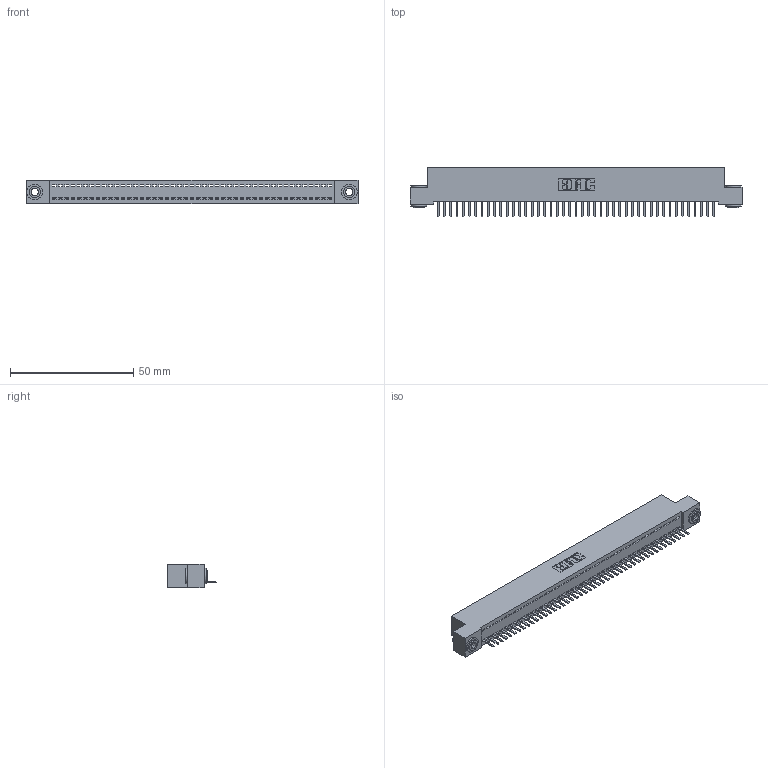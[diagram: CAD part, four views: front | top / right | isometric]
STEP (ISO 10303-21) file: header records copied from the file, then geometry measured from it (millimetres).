
FILE_DESCRIPTION (( 'STEP AP203' ), '1' );
FILE_NAME ('392-045-520-103.STEP', '2018-08-16T15:49:45', ( '' ), ( '' ), 'SwSTEP 2.0', 'SolidWorks 2016', '' );
FILE_SCHEMA (( 'CONFIG_CONTROL_DESIGN' ));
Length unit declared in the file: inch
Products named in the file (4): 342 Part_.156 TH; 345-292-001_345-293-120; 342-250-002_345-250-002-102; 392-045-520-103
Assembly tree (48 placements, depth 2):
  392-045-520-103
    342 Part_.156 TH
    345-292-001_345-293-120  x45
    342-250-002_345-250-002-102  x2
Bounding box: 134.62 x 20.02 x 9.4 mm (x, y, z)
Volume: 11707.9 mm3; surface area: 17060.7 mm2
Topology: 48 solids, 48 shells, 2938 faces, 8655 edges, 5646 vertices
Faces by surface type: plane 2056, cylinder 874, cone 8
Entity records: 27754 total; most frequent: CARTESIAN_POINT 4776, ORIENTED_EDGE 4738, DIRECTION 4045, EDGE_CURVE 2369, LINE 2213, VECTOR 2213, VERTEX_POINT 1574, AXIS2_PLACEMENT_3D 916
